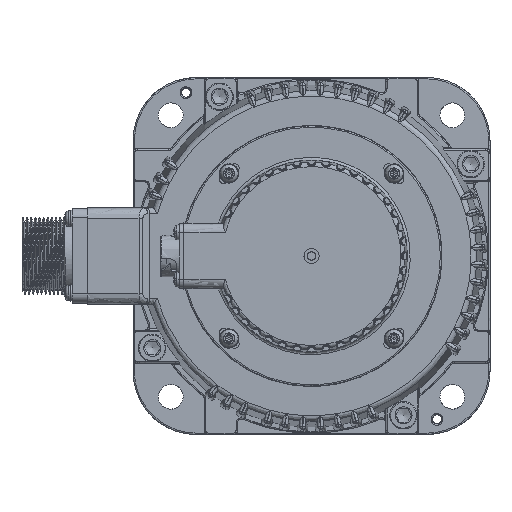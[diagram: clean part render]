
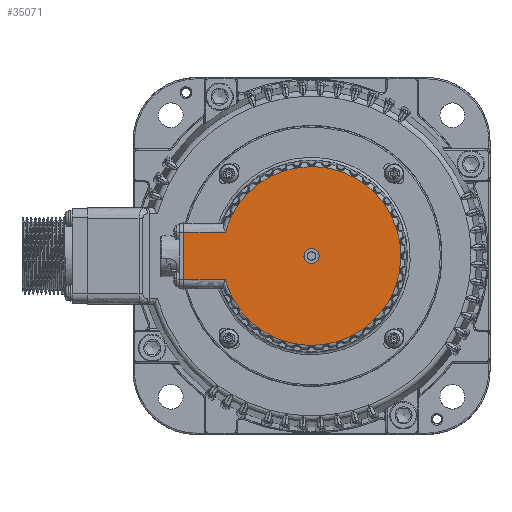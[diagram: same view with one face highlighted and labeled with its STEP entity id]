
A CAD part, left-side view. The second image highlights one B-rep face of the part: STEP entity #35071.
In plain terms, the highlighted free-form (B-spline) face has degree [1, 1] with [2, 2] control points.
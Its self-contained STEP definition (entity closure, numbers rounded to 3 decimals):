
#135=CARTESIAN_POINT('',(-134.8,46.5,8.617));
#136=VERTEX_POINT('',#135);
#137=CARTESIAN_POINT('',(-134.8,46.5,-8.617));
#138=VERTEX_POINT('',#137);
#139=CARTESIAN_POINT('',(-134.8,46.5,8.617));
#140=CARTESIAN_POINT('',(-134.8,46.5,-8.617));
#141=B_SPLINE_CURVE_WITH_KNOTS('',1,(#139,#140),.POLYLINE_FORM.,.F.,.U.,(2,2),(0.,1.),.UNSPECIFIED.);
#142=EDGE_CURVE('',#136,#138,#141,.T.);
#30835=CARTESIAN_POINT('',(-134.8,31.414,8.617));
#30836=VERTEX_POINT('',#30835);
#30845=CARTESIAN_POINT('',(-134.8,31.414,-8.617));
#30846=VERTEX_POINT('',#30845);
#30847=CARTESIAN_POINT('',(-134.8,31.414,8.617));
#30848=CARTESIAN_POINT('',(-134.8,19.159,53.294));
#30849=CARTESIAN_POINT('',(-134.8,-18.737,26.647));
#30850=CARTESIAN_POINT('',(-134.8,-56.633,0.));
#30851=CARTESIAN_POINT('',(-134.8,-18.737,-26.647));
#30852=CARTESIAN_POINT('',(-134.8,19.159,-53.294));
#30853=CARTESIAN_POINT('',(-134.8,31.414,-8.617));
#30854=(BOUNDED_CURVE()B_SPLINE_CURVE(2,(#30847,#30848,#30849,#30850,#30851,#30852,#30853),.CIRCULAR_ARC.,.F.,.U.)B_SPLINE_CURVE_WITH_KNOTS((3,2,2,3),(0.,0.333,0.667,1.),.UNSPECIFIED.)CURVE()GEOMETRIC_REPRESENTATION_ITEM()RATIONAL_B_SPLINE_CURVE((1.,0.575,1.,0.575,1.,0.575,1.))REPRESENTATION_ITEM(''));
#30855=EDGE_CURVE('',#30836,#30846,#30854,.T.);
#35018=CARTESIAN_POINT('',(-134.8,-33.049,32.966));
#35019=CARTESIAN_POINT('',(-134.8,-33.049,-32.966));
#35020=CARTESIAN_POINT('',(-134.8,46.5,32.966));
#35021=CARTESIAN_POINT('',(-134.8,46.5,-32.966));
#35022=B_SPLINE_SURFACE_WITH_KNOTS('',1,1,((#35018,#35019),(#35020,#35021)),.PLANE_SURF.,.F.,.F.,.U.,(2,2),(2,2),(0.,1.),(0.,1.),.UNSPECIFIED.);
#35023=ORIENTED_EDGE('',*,*,#30855,.F.);
#35024=CARTESIAN_POINT('',(-134.8,46.5,8.617));
#35025=CARTESIAN_POINT('',(-134.8,31.414,8.617));
#35026=B_SPLINE_CURVE_WITH_KNOTS('',1,(#35024,#35025),.POLYLINE_FORM.,.F.,.U.,(2,2),(0.,1.),.UNSPECIFIED.);
#35027=EDGE_CURVE('',#136,#30836,#35026,.T.);
#35028=ORIENTED_EDGE('',*,*,#35027,.F.);
#35029=ORIENTED_EDGE('',*,*,#142,.T.);
#35030=CARTESIAN_POINT('',(-134.8,31.414,-8.617));
#35031=CARTESIAN_POINT('',(-134.8,46.5,-8.617));
#35032=B_SPLINE_CURVE_WITH_KNOTS('',1,(#35030,#35031),.POLYLINE_FORM.,.F.,.U.,(2,2),(0.,1.),.UNSPECIFIED.);
#35033=EDGE_CURVE('',#30846,#138,#35032,.T.);
#35034=ORIENTED_EDGE('',*,*,#35033,.F.);
#35035=EDGE_LOOP('',(#35023,#35028,#35029,#35034));
#35036=FACE_OUTER_BOUND('',#35035,.T.);
#35037=CARTESIAN_POINT('',(-134.8,2.75,0.));
#35038=VERTEX_POINT('',#35037);
#35039=CARTESIAN_POINT('',(-134.8,-2.75,0.));
#35040=VERTEX_POINT('',#35039);
#35041=CARTESIAN_POINT('',(-134.8,2.75,0.));
#35042=CARTESIAN_POINT('',(-134.8,2.75,0.547));
#35043=CARTESIAN_POINT('',(-134.8,2.541,1.052));
#35044=CARTESIAN_POINT('',(-134.8,2.331,1.558));
#35045=CARTESIAN_POINT('',(-134.8,1.945,1.945));
#35046=CARTESIAN_POINT('',(-134.8,1.558,2.331));
#35047=CARTESIAN_POINT('',(-134.8,1.052,2.541));
#35048=CARTESIAN_POINT('',(-134.8,0.547,2.75));
#35049=CARTESIAN_POINT('',(-134.8,0.,2.75));
#35050=CARTESIAN_POINT('',(-134.8,-0.547,2.75));
#35051=CARTESIAN_POINT('',(-134.8,-1.052,2.541));
#35052=CARTESIAN_POINT('',(-134.8,-1.558,2.331));
#35053=CARTESIAN_POINT('',(-134.8,-1.945,1.945));
#35054=CARTESIAN_POINT('',(-134.8,-2.331,1.558));
#35055=CARTESIAN_POINT('',(-134.8,-2.541,1.052));
#35056=CARTESIAN_POINT('',(-134.8,-2.75,0.547));
#35057=CARTESIAN_POINT('',(-134.8,-2.75,0.));
#35058=B_SPLINE_CURVE_WITH_KNOTS('',2,(#35041,#35042,#35043,#35044,#35045,#35046,#35047,#35048,#35049,#35050,#35051,#35052,#35053,#35054,#35055,#35056,#35057),.UNSPECIFIED.,.F.,.U.,(3,2,2,2,2,2,2,2,3),(0.5,0.563,0.625,0.688,0.75,0.813,0.875,0.938,1.),.UNSPECIFIED.);
#35059=EDGE_CURVE('',#35038,#35040,#35058,.T.);
#35060=ORIENTED_EDGE('',*,*,#35059,.T.);
#35061=CARTESIAN_POINT('',(-134.8,-2.75,0.));
#35062=CARTESIAN_POINT('',(-134.8,-2.75,-2.75));
#35063=CARTESIAN_POINT('',(-134.8,0.,-2.75));
#35064=CARTESIAN_POINT('',(-134.8,2.75,-2.75));
#35065=CARTESIAN_POINT('',(-134.8,2.75,0.));
#35066=(BOUNDED_CURVE()B_SPLINE_CURVE(2,(#35061,#35062,#35063,#35064,#35065),.CIRCULAR_ARC.,.F.,.U.)B_SPLINE_CURVE_WITH_KNOTS((3,2,3),(0.,0.5,1.),.UNSPECIFIED.)CURVE()GEOMETRIC_REPRESENTATION_ITEM()RATIONAL_B_SPLINE_CURVE((1.,0.707,1.,0.707,1.))REPRESENTATION_ITEM(''));
#35067=EDGE_CURVE('',#35040,#35038,#35066,.T.);
#35068=ORIENTED_EDGE('',*,*,#35067,.T.);
#35069=EDGE_LOOP('',(#35060,#35068));
#35070=FACE_BOUND('',#35069,.T.);
#35071=ADVANCED_FACE('',(#35036,#35070),#35022,.T.);
